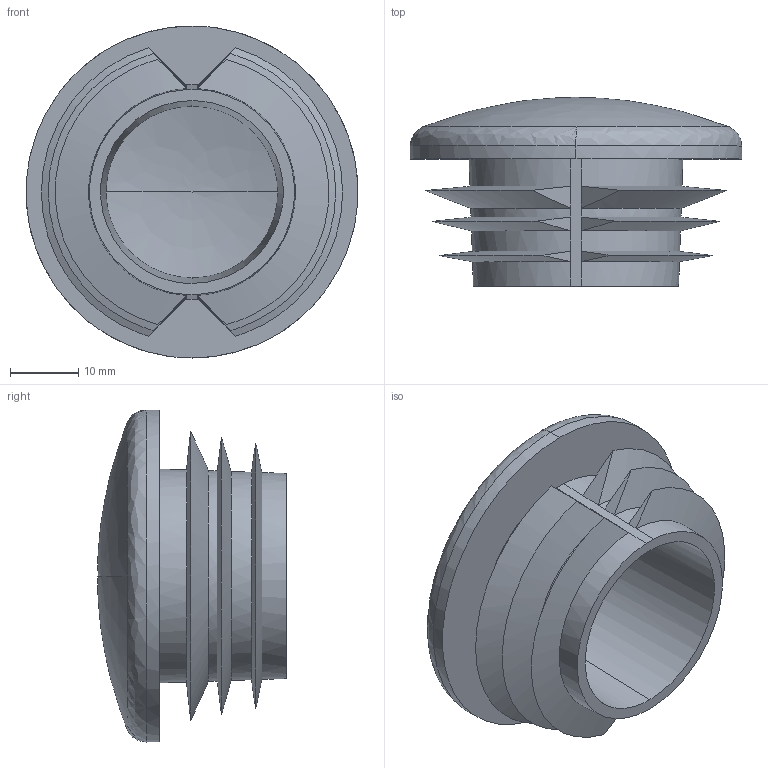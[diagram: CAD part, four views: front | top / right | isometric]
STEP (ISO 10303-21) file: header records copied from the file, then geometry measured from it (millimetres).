
FILE_DESCRIPTION (( 'STEP AP203' ), '1' );
FILE_NAME ('16133D.STEP', '2020-08-14T16:25:59', ( '' ), ( '' ), 'SwSTEP 2.0', 'SolidWorks 2018', '' );
FILE_SCHEMA (( 'CONFIG_CONTROL_DESIGN' ));
Length unit declared in the file: millimetre
Products named in the file (1): 16133D
Bounding box: 48.43 x 27.6 x 48.5 mm (x, y, z)
Volume: 14974.7 mm3; surface area: 10866.1 mm2
Topology: 1 solids, 1 shells, 50 faces, 110 edges, 60 vertices
Faces by surface type: bspline 50
Entity records: 1940 total; most frequent: CARTESIAN_POINT 1237, ORIENTED_EDGE 212, EDGE_CURVE 106, B_SPLINE_CURVE_WITH_KNOTS 69, VERTEX_POINT 60, EDGE_LOOP 52, FACE_OUTER_BOUND 50, ADVANCED_FACE 50
